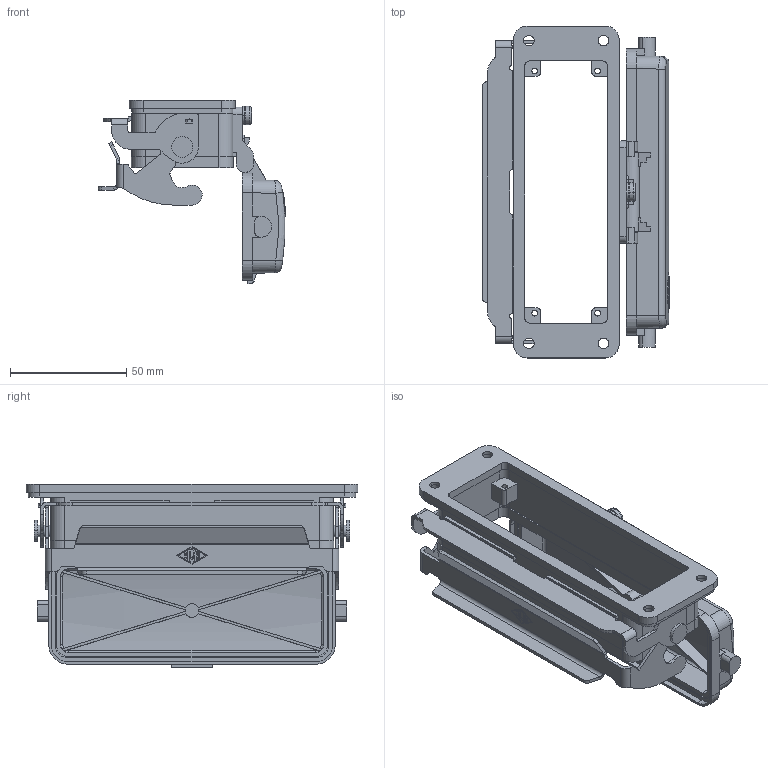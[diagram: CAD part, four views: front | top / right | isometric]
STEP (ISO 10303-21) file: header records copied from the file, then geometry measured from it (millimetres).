
FILE_DESCRIPTION(('Creo Elements/Direct Modeling STEP Export'),'2;1');
FILE_NAME('0lndrp33rqmgovn4980','2015-07-21T13:03:07',(''),(''),'Creo Elements/Direct Modeling STEP processor for AP214 (Solid Model)','Creo Elements/Direct Modeling 18.1F 24-Jul-2014 (C) Parametric Technology GmbH','');
FILE_SCHEMA(('AUTOMOTIVE_DESIGN { 1 0 10303 214 1 1 1 1 }'));
Length unit declared in the file: millimetre
Products named in the file (2): CVI_24_LSP
Assembly tree (1 placements, depth 2):
  CVI_24_LSP
    CVI_24_LSP
Bounding box: 80.38 x 142.5 x 78.73 mm (x, y, z)
Volume: 73515.6 mm3; surface area: 65090.6 mm2
Topology: 1 solids, 1 shells, 672 faces, 1881 edges, 1239 vertices
Faces by surface type: plane 351, cylinder 285, bspline 26, torus 10
Entity records: 32474 total; most frequent: CARTESIAN_POINT 15197, ORIENTED_EDGE 3762, DIRECTION 3432, EDGE_CURVE 1881, VERTEX_POINT 1239, VECTOR 1152, LINE 1152, AXIS2_PLACEMENT_3D 1140
